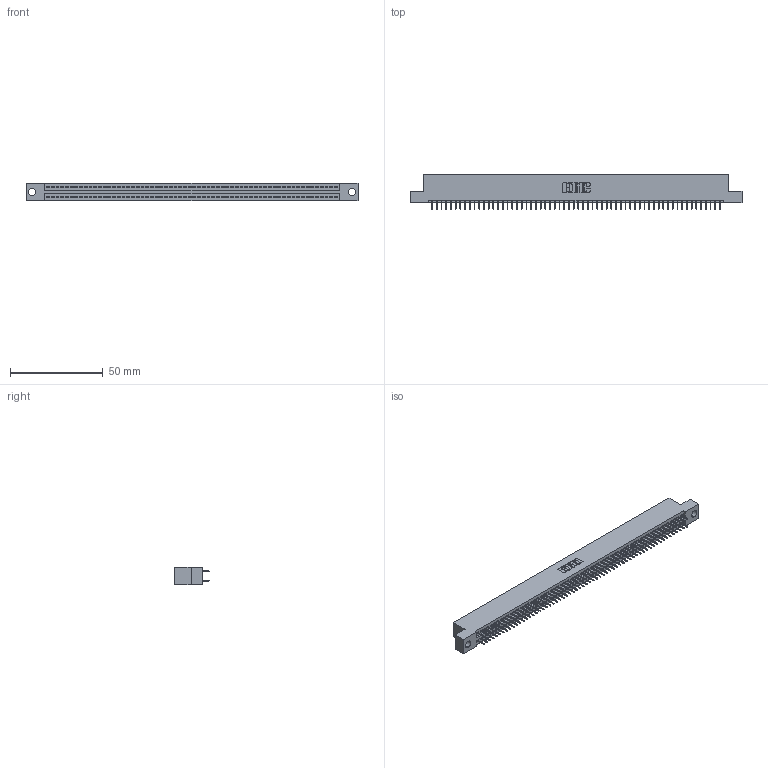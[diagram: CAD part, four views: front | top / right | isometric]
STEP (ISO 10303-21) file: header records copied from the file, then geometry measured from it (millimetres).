
FILE_DESCRIPTION (( 'STEP AP203' ), '1' );
FILE_NAME ('345-124-525-204.STEP', '2020-09-22T11:55:21', ( '' ), ( '' ), 'SwSTEP 2.0', 'SolidWorks 2020', '' );
FILE_SCHEMA (( 'CONFIG_CONTROL_DESIGN' ));
Length unit declared in the file: inch
Products named in the file (3): 345-124-525-204; 345-292-001_345-293-125; 345 Part_Flush Mounting Lugs - 0.156 Dia-TH
Assembly tree (125 placements, depth 2):
  345-124-525-204
    345 Part_Flush Mounting Lugs - 0.156 Dia-TH
    345-292-001_345-293-125  x124
Bounding box: 178.69 x 18.72 x 9.4 mm (x, y, z)
Volume: 17251.7 mm3; surface area: 25088.4 mm2
Topology: 125 solids, 125 shells, 6822 faces, 19313 edges, 12378 vertices
Faces by surface type: plane 4916, cylinder 1906
Entity records: 46031 total; most frequent: CARTESIAN_POINT 7696, ORIENTED_EDGE 7630, DIRECTION 6763, EDGE_CURVE 3815, VECTOR 3439, LINE 3439, VERTEX_POINT 2538, AXIS2_PLACEMENT_3D 1662
